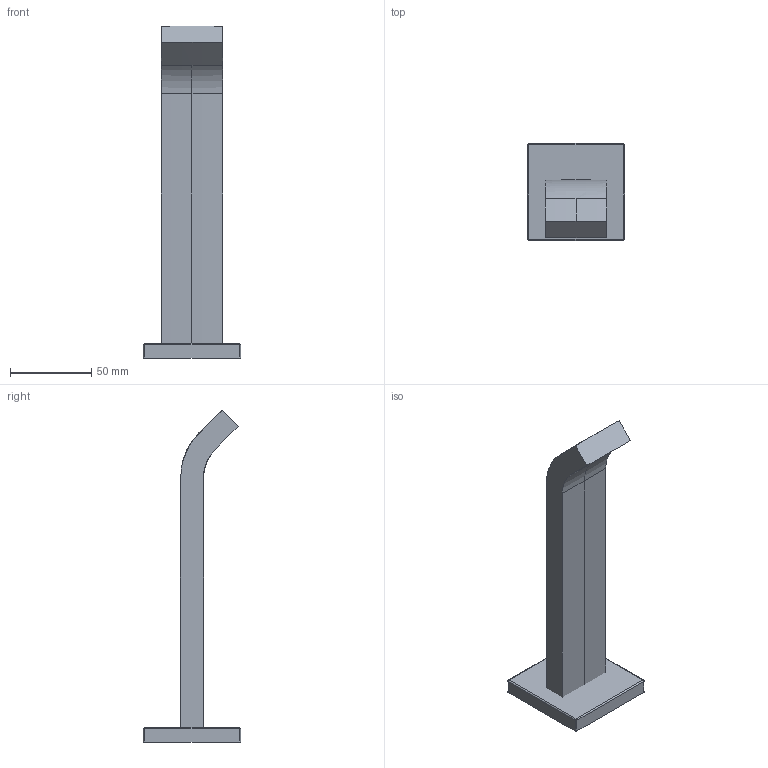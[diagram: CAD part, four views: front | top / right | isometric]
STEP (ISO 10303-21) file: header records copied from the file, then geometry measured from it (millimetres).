
FILE_DESCRIPTION (( 'STEP AP203' ), '1' );
FILE_NAME ('13801670-00.STEP', '2018-07-03T14:13:41', ( '' ), ( '' ), 'SwSTEP 2.0', 'SolidWorks 2017', '' );
FILE_SCHEMA (( 'CONFIG_CONTROL_DESIGN' ));
Length unit declared in the file: millimetre
Products named in the file (3): Planungsmodell_Rohr-+-09.28.22.238.94-01_-_K4, 200; Planungsmodell_Abdeckung-+-33.543.780-01_ _K38_60x9x60; 13801670-00
Assembly tree (2 placements, depth 2):
  13801670-00
    Planungsmodell_Abdeckung-+-33.543.780-01_ _K38_60x9x60
    Planungsmodell_Rohr-+-09.28.22.238.94-01_-_K4, 200
Bounding box: 60 x 60 x 204.85 mm (x, y, z)
Volume: 141745.8 mm3; surface area: 31369.3 mm2
Topology: 2 solids, 2 shells, 31 faces, 72 edges, 41 vertices
Faces by surface type: cylinder 14, plane 10, sphere 4, torus 3
Entity records: 1157 total; most frequent: DIRECTION 174, CARTESIAN_POINT 145, ORIENTED_EDGE 136, AXIS2_PLACEMENT_3D 70, EDGE_CURVE 68, VERTEX_POINT 41, CIRCLE 34, VECTOR 34
